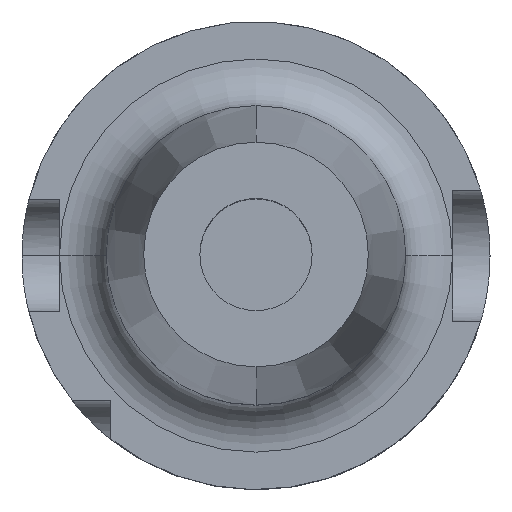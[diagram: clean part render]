
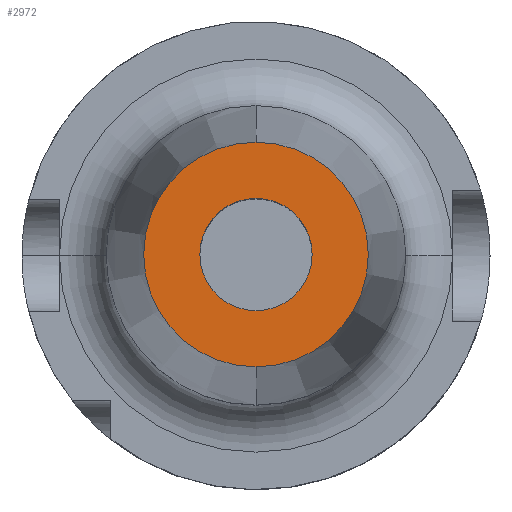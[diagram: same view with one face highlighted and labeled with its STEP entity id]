
A CAD part, top view. The second image highlights one B-rep face of the part: STEP entity #2972.
In plain terms, the highlighted planar face has unit normal (0, 0, 1).
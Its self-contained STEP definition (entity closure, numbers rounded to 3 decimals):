
#32 = EDGE_LOOP ( 'NONE', ( #2434, #2929 ) ) ;
#56 = DIRECTION ( 'NONE',  ( 0., 0., -1. ) ) ;
#108 = AXIS2_PLACEMENT_3D ( 'NONE', #423, #675, #2610 ) ;
#140 = CARTESIAN_POINT ( 'NONE',  ( 0., -12., 90. ) ) ;
#192 = CARTESIAN_POINT ( 'NONE',  ( 0., 12., 90. ) ) ;
#250 = EDGE_CURVE ( 'NONE', #1479, #2200, #2423, .T. ) ;
#421 = CARTESIAN_POINT ( 'NONE',  ( 0., 0., 90. ) ) ;
#423 = CARTESIAN_POINT ( 'NONE',  ( 0., 0., 90. ) ) ;
#510 = EDGE_LOOP ( 'NONE', ( #2331, #1260 ) ) ;
#640 = CARTESIAN_POINT ( 'NONE',  ( 0., 0., 90. ) ) ;
#675 = DIRECTION ( 'NONE',  ( 0., 0., -1. ) ) ;
#1071 = AXIS2_PLACEMENT_3D ( 'NONE', #2971, #56, #1777 ) ;
#1114 = PLANE ( 'NONE',  #1324 ) ;
#1142 = DIRECTION ( 'NONE',  ( -1., 0., 0. ) ) ;
#1222 = EDGE_CURVE ( 'NONE', #2200, #1479, #2007, .T. ) ;
#1260 = ORIENTED_EDGE ( 'NONE', *, *, #250, .F. ) ;
#1324 = AXIS2_PLACEMENT_3D ( 'NONE', #2325, #1861, #2803 ) ;
#1460 = CIRCLE ( 'NONE', #1071, 6. ) ;
#1479 = VERTEX_POINT ( 'NONE', #140 ) ;
#1511 = CIRCLE ( 'NONE', #1913, 6. ) ;
#1559 = CARTESIAN_POINT ( 'NONE',  ( -6., 0., 90. ) ) ;
#1760 = VERTEX_POINT ( 'NONE', #2537 ) ;
#1777 = DIRECTION ( 'NONE',  ( -1., 0., 0. ) ) ;
#1836 = EDGE_CURVE ( 'NONE', #1760, #2231, #1511, .T. ) ;
#1861 = DIRECTION ( 'NONE',  ( 0., 0., 1. ) ) ;
#1862 = DIRECTION ( 'NONE',  ( 0., 0., -1. ) ) ;
#1913 = AXIS2_PLACEMENT_3D ( 'NONE', #640, #2595, #1142 ) ;
#2007 = CIRCLE ( 'NONE', #108, 12. ) ;
#2200 = VERTEX_POINT ( 'NONE', #192 ) ;
#2231 = VERTEX_POINT ( 'NONE', #1559 ) ;
#2325 = CARTESIAN_POINT ( 'NONE',  ( 0., 0., 90. ) ) ;
#2331 = ORIENTED_EDGE ( 'NONE', *, *, #1222, .F. ) ;
#2408 = FACE_OUTER_BOUND ( 'NONE', #510, .T. ) ;
#2423 = CIRCLE ( 'NONE', #2883, 12. ) ;
#2434 = ORIENTED_EDGE ( 'NONE', *, *, #2494, .T. ) ;
#2494 = EDGE_CURVE ( 'NONE', #2231, #1760, #1460, .T. ) ;
#2537 = CARTESIAN_POINT ( 'NONE',  ( 6., 0., 90. ) ) ;
#2584 = DIRECTION ( 'NONE',  ( 0., 1., 0. ) ) ;
#2595 = DIRECTION ( 'NONE',  ( 0., 0., -1. ) ) ;
#2610 = DIRECTION ( 'NONE',  ( 0., 1., 0. ) ) ;
#2803 = DIRECTION ( 'NONE',  ( 0., -1., 0. ) ) ;
#2832 = FACE_BOUND ( 'NONE', #32, .T. ) ;
#2883 = AXIS2_PLACEMENT_3D ( 'NONE', #421, #1862, #2584 ) ;
#2929 = ORIENTED_EDGE ( 'NONE', *, *, #1836, .T. ) ;
#2971 = CARTESIAN_POINT ( 'NONE',  ( 0., 0., 90. ) ) ;
#2972 = ADVANCED_FACE ( 'NONE', ( #2832, #2408 ), #1114, .T. ) ;
